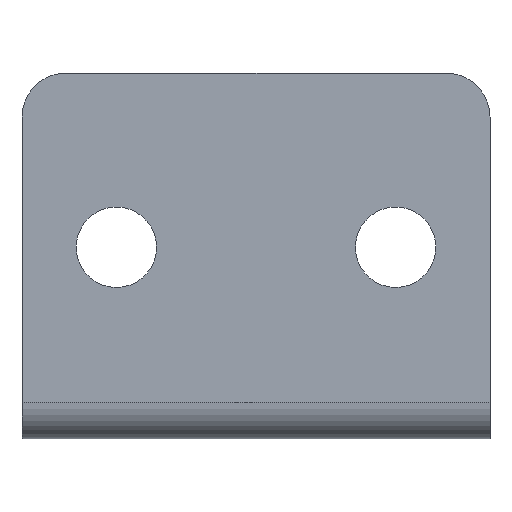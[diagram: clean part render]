
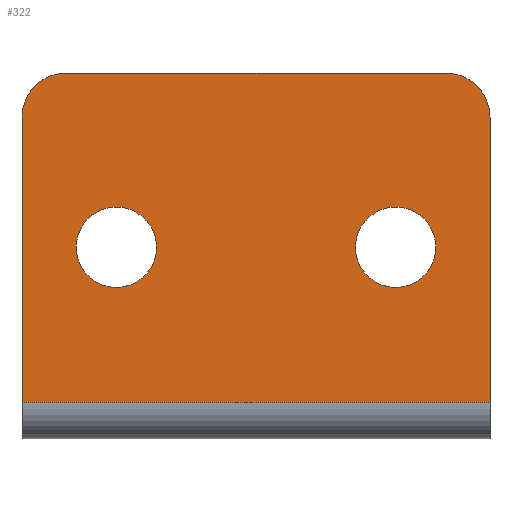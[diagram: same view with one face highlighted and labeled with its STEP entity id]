
A CAD part, front view. The second image highlights one B-rep face of the part: STEP entity #322.
In plain terms, the highlighted planar face has unit normal (0, -1, 0).
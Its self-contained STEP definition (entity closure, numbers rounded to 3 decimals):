
#11 = VERTEX_POINT ( 'NONE', #296 ) ;
#27 = CARTESIAN_POINT ( 'NONE',  ( 9.55, 0., 13.1 ) ) ;
#32 = AXIS2_PLACEMENT_3D ( 'NONE', #27, #269, #177 ) ;
#37 = CARTESIAN_POINT ( 'NONE',  ( -13., 0., 25. ) ) ;
#41 = VERTEX_POINT ( 'NONE', #544 ) ;
#45 = DIRECTION ( 'NONE',  ( 0., 1., 0. ) ) ;
#46 = AXIS2_PLACEMENT_3D ( 'NONE', #103, #197, #94 ) ;
#48 = ORIENTED_EDGE ( 'NONE', *, *, #469, .T. ) ;
#49 = VERTEX_POINT ( 'NONE', #159 ) ;
#50 = DIRECTION ( 'NONE',  ( 0., 0., 1. ) ) ;
#53 = VECTOR ( 'NONE', #526, 1000. ) ;
#81 = ORIENTED_EDGE ( 'NONE', *, *, #456, .T. ) ;
#90 = CIRCLE ( 'NONE', #225, 2.75 ) ;
#94 = DIRECTION ( 'NONE',  ( 0., 0., 1. ) ) ;
#96 = CARTESIAN_POINT ( 'NONE',  ( -16., 0., 25. ) ) ;
#98 = CARTESIAN_POINT ( 'NONE',  ( 16., 0., 2.5 ) ) ;
#103 = CARTESIAN_POINT ( 'NONE',  ( -13., 0., 22. ) ) ;
#121 = CARTESIAN_POINT ( 'NONE',  ( 16., 0., 25. ) ) ;
#137 = CIRCLE ( 'NONE', #515, 2.75 ) ;
#138 = ORIENTED_EDGE ( 'NONE', *, *, #141, .T. ) ;
#141 = EDGE_CURVE ( 'NONE', #435, #392, #390, .T. ) ;
#144 = CARTESIAN_POINT ( 'NONE',  ( 9.55, 0., 10.35 ) ) ;
#159 = CARTESIAN_POINT ( 'NONE',  ( -9.55, 0., 15.85 ) ) ;
#177 = DIRECTION ( 'NONE',  ( 0., 0., 1. ) ) ;
#186 = LINE ( 'NONE', #96, #53 ) ;
#189 = ORIENTED_EDGE ( 'NONE', *, *, #382, .T. ) ;
#190 = EDGE_CURVE ( 'NONE', #41, #291, #378, .T. ) ;
#197 = DIRECTION ( 'NONE',  ( 0., -1., 0. ) ) ;
#207 = LINE ( 'NONE', #580, #529 ) ;
#212 = CARTESIAN_POINT ( 'NONE',  ( 9.55, 0., 13.1 ) ) ;
#215 = DIRECTION ( 'NONE',  ( 0., 1., 0. ) ) ;
#225 = AXIS2_PLACEMENT_3D ( 'NONE', #596, #306, #353 ) ;
#234 = PLANE ( 'NONE',  #558 ) ;
#267 = ORIENTED_EDGE ( 'NONE', *, *, #190, .F. ) ;
#269 = DIRECTION ( 'NONE',  ( 0., 1., 0. ) ) ;
#272 = VERTEX_POINT ( 'NONE', #520 ) ;
#276 = AXIS2_PLACEMENT_3D ( 'NONE', #212, #215, #542 ) ;
#283 = ORIENTED_EDGE ( 'NONE', *, *, #595, .T. ) ;
#287 = VERTEX_POINT ( 'NONE', #619 ) ;
#291 = VERTEX_POINT ( 'NONE', #374 ) ;
#295 = VERTEX_POINT ( 'NONE', #37 ) ;
#296 = CARTESIAN_POINT ( 'NONE',  ( -16., 0., 2.5 ) ) ;
#300 = FACE_BOUND ( 'NONE', #446, .T. ) ;
#306 = DIRECTION ( 'NONE',  ( 0., 1., 0. ) ) ;
#322 = ADVANCED_FACE ( 'NONE', ( #577, #300, #465 ), #234, .F. ) ;
#326 = ORIENTED_EDGE ( 'NONE', *, *, #480, .T. ) ;
#336 = DIRECTION ( 'NONE',  ( -1., 0., 0. ) ) ;
#343 = VECTOR ( 'NONE', #507, 1000. ) ;
#353 = DIRECTION ( 'NONE',  ( 0., 0., 1. ) ) ;
#354 = CIRCLE ( 'NONE', #46, 3. ) ;
#374 = CARTESIAN_POINT ( 'NONE',  ( 16., 0., 2.5 ) ) ;
#378 = LINE ( 'NONE', #121, #343 ) ;
#382 = EDGE_CURVE ( 'NONE', #41, #287, #455, .T. ) ;
#388 = DIRECTION ( 'NONE',  ( 0., 0., 1. ) ) ;
#389 = CARTESIAN_POINT ( 'NONE',  ( -9.55, 0., 10.35 ) ) ;
#390 = CIRCLE ( 'NONE', #32, 2.75 ) ;
#392 = VERTEX_POINT ( 'NONE', #144 ) ;
#395 = EDGE_CURVE ( 'NONE', #287, #295, #207, .T. ) ;
#412 = VERTEX_POINT ( 'NONE', #389 ) ;
#430 = DIRECTION ( 'NONE',  ( 0., 0., 1. ) ) ;
#435 = VERTEX_POINT ( 'NONE', #440 ) ;
#436 = CARTESIAN_POINT ( 'NONE',  ( -9.55, 0., 13.1 ) ) ;
#440 = CARTESIAN_POINT ( 'NONE',  ( 9.55, 0., 15.85 ) ) ;
#446 = EDGE_LOOP ( 'NONE', ( #48, #283 ) ) ;
#455 = CIRCLE ( 'NONE', #614, 3. ) ;
#456 = EDGE_CURVE ( 'NONE', #295, #272, #354, .T. ) ;
#458 = EDGE_LOOP ( 'NONE', ( #138, #531 ) ) ;
#465 = FACE_OUTER_BOUND ( 'NONE', #629, .T. ) ;
#469 = EDGE_CURVE ( 'NONE', #49, #412, #137, .T. ) ;
#480 = EDGE_CURVE ( 'NONE', #272, #11, #186, .T. ) ;
#507 = DIRECTION ( 'NONE',  ( 0., 0., -1. ) ) ;
#515 = AXIS2_PLACEMENT_3D ( 'NONE', #436, #45, #50 ) ;
#520 = CARTESIAN_POINT ( 'NONE',  ( -16., 0., 22. ) ) ;
#523 = DIRECTION ( 'NONE',  ( 0., 1., 0. ) ) ;
#526 = DIRECTION ( 'NONE',  ( 0., 0., -1. ) ) ;
#529 = VECTOR ( 'NONE', #572, 1000. ) ;
#531 = ORIENTED_EDGE ( 'NONE', *, *, #591, .T. ) ;
#542 = DIRECTION ( 'NONE',  ( 0., 0., 1. ) ) ;
#544 = CARTESIAN_POINT ( 'NONE',  ( 16., 0., 22. ) ) ;
#546 = ORIENTED_EDGE ( 'NONE', *, *, #549, .F. ) ;
#549 = EDGE_CURVE ( 'NONE', #291, #11, #622, .T. ) ;
#558 = AXIS2_PLACEMENT_3D ( 'NONE', #563, #523, #430 ) ;
#563 = CARTESIAN_POINT ( 'NONE',  ( 16., 0., 25. ) ) ;
#572 = DIRECTION ( 'NONE',  ( -1., 0., 0. ) ) ;
#576 = DIRECTION ( 'NONE',  ( 0., -1., 0. ) ) ;
#577 = FACE_BOUND ( 'NONE', #458, .T. ) ;
#580 = CARTESIAN_POINT ( 'NONE',  ( 16., 0., 25. ) ) ;
#591 = EDGE_CURVE ( 'NONE', #392, #435, #621, .T. ) ;
#595 = EDGE_CURVE ( 'NONE', #412, #49, #90, .T. ) ;
#596 = CARTESIAN_POINT ( 'NONE',  ( -9.55, 0., 13.1 ) ) ;
#604 = VECTOR ( 'NONE', #336, 1000. ) ;
#614 = AXIS2_PLACEMENT_3D ( 'NONE', #628, #576, #388 ) ;
#619 = CARTESIAN_POINT ( 'NONE',  ( 13., 0., 25. ) ) ;
#621 = CIRCLE ( 'NONE', #276, 2.75 ) ;
#622 = LINE ( 'NONE', #98, #604 ) ;
#628 = CARTESIAN_POINT ( 'NONE',  ( 13., 0., 22. ) ) ;
#629 = EDGE_LOOP ( 'NONE', ( #267, #189, #631, #81, #326, #546 ) ) ;
#631 = ORIENTED_EDGE ( 'NONE', *, *, #395, .T. ) ;
